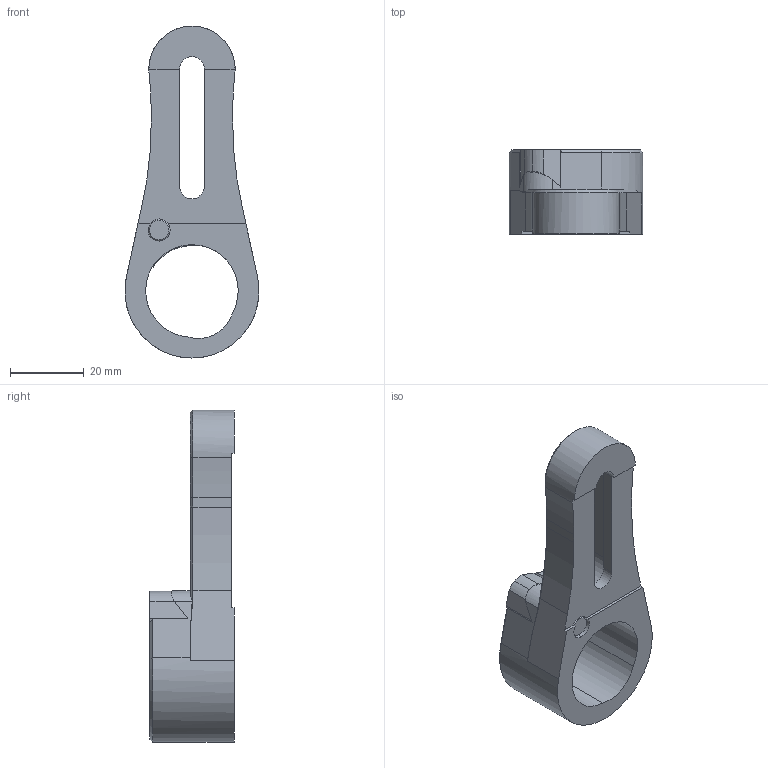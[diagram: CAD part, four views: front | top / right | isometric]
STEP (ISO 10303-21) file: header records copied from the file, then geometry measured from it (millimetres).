
FILE_DESCRIPTION (( 'STEP AP214' ), '1' );
FILE_NAME ('MINT032-K-101.ipt.STEP', '2025-02-26T10:18:28', ( '' ), ( '' ), 'SwSTEP 2.0', 'SolidWorks 2025', '' );
FILE_SCHEMA (( 'AUTOMOTIVE_DESIGN' ));
Length unit declared in the file: millimetre
Products named in the file (1): MINT032-K-101.ipt
Bounding box: 36.29 x 22.86 x 89.92 mm (x, y, z)
Volume: 22255.8 mm3; surface area: 11908.6 mm2
Topology: 3 solids, 3 shells, 97 faces, 248 edges, 158 vertices
Faces by surface type: plane 53, cylinder 33, cone 11
Entity records: 2978 total; most frequent: CARTESIAN_POINT 550, DIRECTION 503, ORIENTED_EDGE 496, EDGE_CURVE 248, AXIS2_PLACEMENT_3D 173, VERTEX_POINT 158, VECTOR 157, LINE 157
